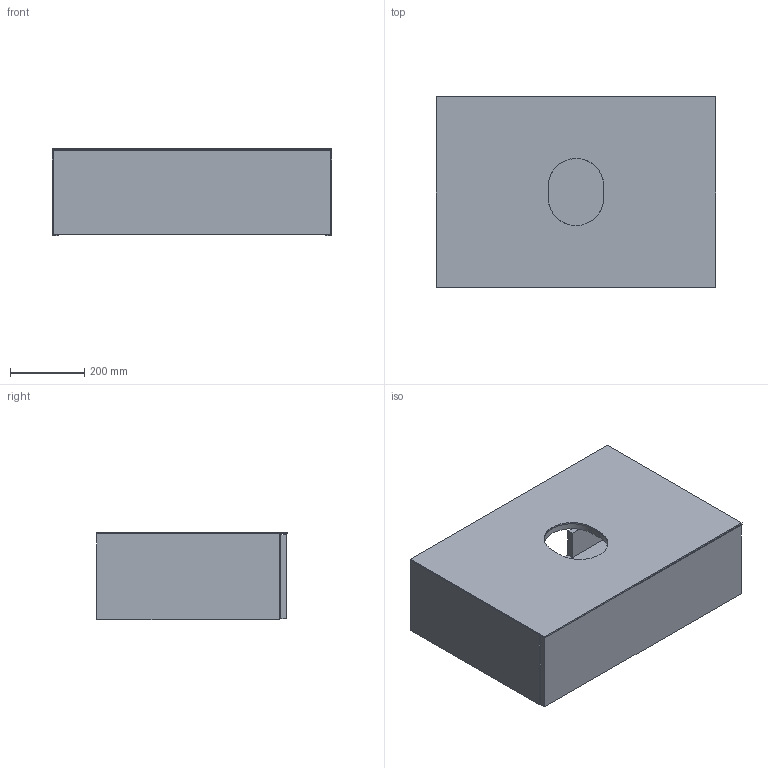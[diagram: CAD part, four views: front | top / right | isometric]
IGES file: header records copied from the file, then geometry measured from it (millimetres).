
Global section: file name: 501162; native system: Autodesk Inventor 2018; preprocessor: unknown; author: JANAN; date: 20201210.134652; units: millimetre
Bounding box: 750 x 511 x 234 mm (x, y, z)
Volume: 18569428.1 mm3; surface area: 3055578.4 mm2
Topology: 8 solids, 8 shells, 66 faces, 150 edges, 100 vertices
Faces by surface type: bspline 66
